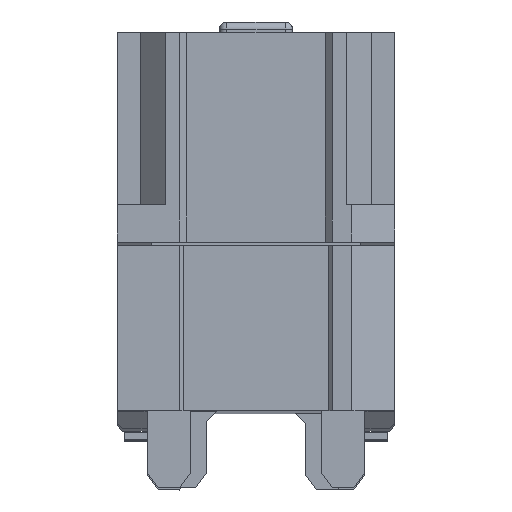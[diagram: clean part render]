
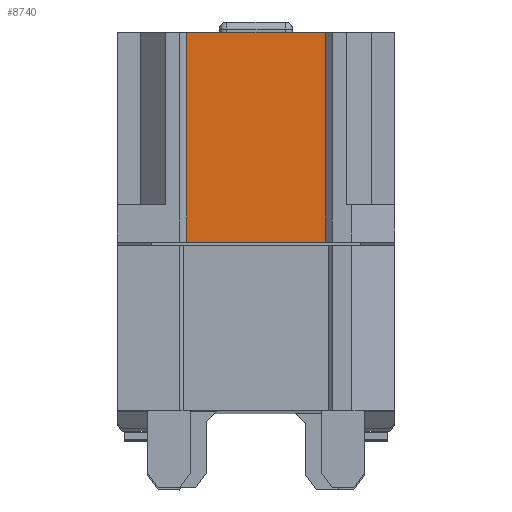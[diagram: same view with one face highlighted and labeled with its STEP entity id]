
A CAD part, top view. The second image highlights one B-rep face of the part: STEP entity #8740.
In plain terms, the highlighted planar face has unit normal (0, 0, 1).
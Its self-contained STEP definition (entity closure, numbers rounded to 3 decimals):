
#440=CARTESIAN_POINT('',(-6.123,5.631,17.35));
#450=VERTEX_POINT('',#440);
#480=CARTESIAN_POINT('',(0.,5.631,17.35));
#490=DIRECTION('',(1.,0.,0.));
#500=VECTOR('',#490,1.);
#510=LINE('',#480,#500);
#520=CARTESIAN_POINT('',(-2.223,5.631,17.35));
#530=VERTEX_POINT('',#520);
#540=EDGE_CURVE('',#450,#530,#510,.T.);
#8360=CARTESIAN_POINT('',(-6.123,11.531,17.35));
#8370=VERTEX_POINT('',#8360);
#8400=CARTESIAN_POINT('',(-6.123,8.5,17.35));
#8410=DIRECTION('',(0.,1.,0.));
#8420=VECTOR('',#8410,1.);
#8430=LINE('',#8400,#8420);
#8440=EDGE_CURVE('',#450,#8370,#8430,.T.);
#8510=CARTESIAN_POINT('',(-4.173,8.106,17.35));
#8520=DIRECTION('',(0.,0.,1.));
#8530=DIRECTION('',(-1.,0.,0.));
#8540=AXIS2_PLACEMENT_3D('',#8510,#8520,#8530);
#8550=PLANE('',#8540);
#8560=ORIENTED_EDGE('',*,*,#540,.T.);
#8570=ORIENTED_EDGE('',*,*,#8440,.F.);
#8580=CARTESIAN_POINT('',(0.,11.531,17.35));
#8590=DIRECTION('',(-1.,0.,0.));
#8600=VECTOR('',#8590,1.);
#8610=LINE('',#8580,#8600);
#8620=CARTESIAN_POINT('',(-2.223,11.531,17.35))
;
#8630=VERTEX_POINT('',#8620);
#8640=EDGE_CURVE('',#8630,#8370,#8610,.T.);
#8650=ORIENTED_EDGE('',*,*,#8640,.T.);
#8660=CARTESIAN_POINT('',(-2.223,8.5,17.35));
#8670=DIRECTION('',(0.,-1.,0.));
#8680=VECTOR('',#8670,1.);
#8690=LINE('',#8660,#8680);
#8700=EDGE_CURVE('',#8630,#530,#8690,.T.);
#8710=ORIENTED_EDGE('',*,*,#8700,.F.);
#8720=EDGE_LOOP('',(#8710,#8650,#8570,#8560));
#8730=FACE_OUTER_BOUND('',#8720,.T.);
#8740=ADVANCED_FACE('',(#8730),#8550,.T.);
